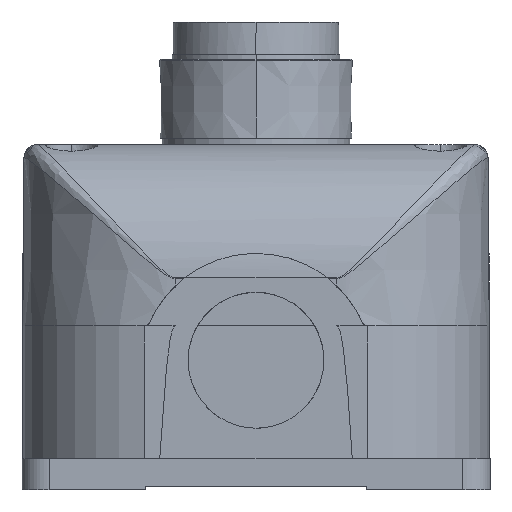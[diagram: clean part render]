
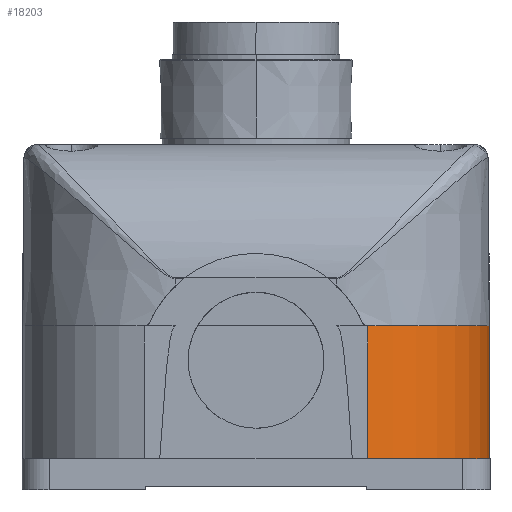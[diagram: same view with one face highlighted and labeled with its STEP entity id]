
A CAD part, left-side view. The second image highlights one B-rep face of the part: STEP entity #18203.
In plain terms, the highlighted cylindrical face has radius 23.5 mm (diameter 47 mm), a partial arc.
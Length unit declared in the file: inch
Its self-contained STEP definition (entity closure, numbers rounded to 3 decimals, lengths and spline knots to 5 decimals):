
#566 = ORIENTED_EDGE ( 'NONE', *, *, #13478, .T. ) ;
#670 = ORIENTED_EDGE ( 'NONE', *, *, #4689, .F. ) ;
#1031 = CARTESIAN_POINT ( 'NONE',  ( 0.9252, -2.84044, 0.99606 ) ) ;
#1070 = VERTEX_POINT ( 'NONE', #15388 ) ;
#2535 = CARTESIAN_POINT ( 'NONE',  ( 0.9252, -1.91524, 0.18898 ) ) ;
#3541 = DIRECTION ( 'NONE',  ( 1., 0., 0. ) ) ;
#4083 = AXIS2_PLACEMENT_3D ( 'NONE', #20054, #12594, #3541 ) ;
#4265 = EDGE_LOOP ( 'NONE', ( #566, #670, #30183, #27151 ) ) ;
#4689 = EDGE_CURVE ( 'NONE', #29199, #1070, #18016, .T. ) ;
#5142 = DIRECTION ( 'NONE',  ( -1., 0., 0. ) ) ;
#8236 = CIRCLE ( 'NONE', #24820, 0.9252 ) ;
#8280 = VERTEX_POINT ( 'NONE', #1031 ) ;
#8315 = DIRECTION ( 'NONE',  ( 0., 0., -1. ) ) ;
#8481 = EDGE_CURVE ( 'NONE', #12325, #29199, #12558, .T. ) ;
#9440 = VECTOR ( 'NONE', #10540, 39.37008 ) ;
#10540 = DIRECTION ( 'NONE',  ( 0., 0., 1. ) ) ;
#11422 = EDGE_CURVE ( 'NONE', #12325, #8280, #29494, .T. ) ;
#12325 = VERTEX_POINT ( 'NONE', #22549 ) ;
#12558 = CIRCLE ( 'NONE', #26675, 0.9252 ) ;
#12594 = DIRECTION ( 'NONE',  ( 0., 0., 1. ) ) ;
#13190 = DIRECTION ( 'NONE',  ( 0., 0., 1. ) ) ;
#13478 = EDGE_CURVE ( 'NONE', #8280, #1070, #8236, .T. ) ;
#15388 = CARTESIAN_POINT ( 'NONE',  ( 0.01918, -2.10266, 0.99606 ) ) ;
#16928 = CARTESIAN_POINT ( 'NONE',  ( 0.9252, -1.91524, 0.99606 ) ) ;
#17774 = CYLINDRICAL_SURFACE ( 'NONE', #4083, 0.9252 ) ;
#18016 = LINE ( 'NONE', #29454, #9440 ) ;
#18203 = ADVANCED_FACE ( 'NONE', ( #24470 ), #17774, .T. ) ;
#19255 = CARTESIAN_POINT ( 'NONE',  ( 0.01918, -2.10266, 0.18898 ) ) ;
#20054 = CARTESIAN_POINT ( 'NONE',  ( 0.9252, -1.91524, 0.18898 ) ) ;
#20540 = DIRECTION ( 'NONE',  ( -1., 0., 0. ) ) ;
#22549 = CARTESIAN_POINT ( 'NONE',  ( 0.9252, -2.84044, 0.18898 ) ) ;
#24470 = FACE_OUTER_BOUND ( 'NONE', #4265, .T. ) ;
#24758 = CARTESIAN_POINT ( 'NONE',  ( 0.9252, -2.84044, 0.18898 ) ) ;
#24820 = AXIS2_PLACEMENT_3D ( 'NONE', #16928, #8315, #20540 ) ;
#26075 = DIRECTION ( 'NONE',  ( 0., 0., -1. ) ) ;
#26675 = AXIS2_PLACEMENT_3D ( 'NONE', #2535, #26075, #5142 ) ;
#27151 = ORIENTED_EDGE ( 'NONE', *, *, #11422, .T. ) ;
#29199 = VERTEX_POINT ( 'NONE', #19255 ) ;
#29212 = VECTOR ( 'NONE', #13190, 39.37008 ) ;
#29454 = CARTESIAN_POINT ( 'NONE',  ( 0.01918, -2.10266, 0.18898 ) ) ;
#29494 = LINE ( 'NONE', #24758, #29212 ) ;
#30183 = ORIENTED_EDGE ( 'NONE', *, *, #8481, .F. ) ;
